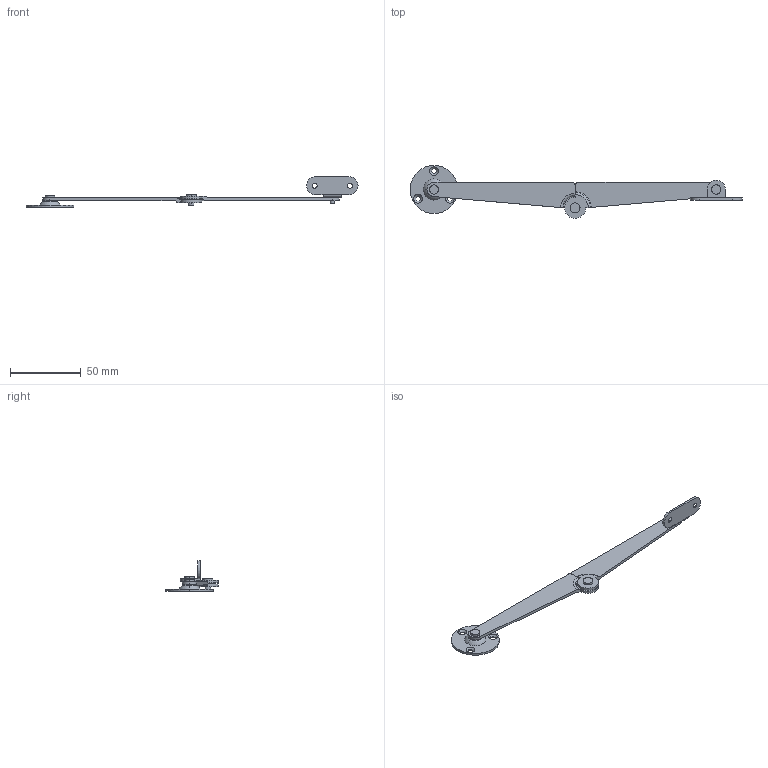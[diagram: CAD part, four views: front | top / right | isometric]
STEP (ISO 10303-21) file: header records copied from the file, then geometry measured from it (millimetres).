
FILE_DESCRIPTION (( 'STEP AP203' ), '1' );
FILE_NAME ('B-40-1-R.STEP', '2010-07-08T05:47:43', ( ' ' ), ( ' ' ), 'SwSTEP 2.0', 'SolidWorks 2007', '' );
FILE_SCHEMA (( 'CONFIG_CONTROL_DESIGN' ));
Length unit declared in the file: millimetre
Products named in the file (8): B-40-1平リベット4×6.3__ﾃﾞﾌｫﾙﾄ; B-40-1僗僥乕__棉太倌; B-40-1-R; B-40-1庢晅嵗L__棉太倌; B-40-1取付座円盤__ﾃﾞﾌｫﾙﾄ; B-40-1平リベット3×5.9__ﾃﾞﾌｫﾙﾄ; B-40-1儚僢僔儍乕__冇4.2亊冇8; B-40-1儚僢僔儍乕__冇3.2亊冇5.5
Assembly tree (10 placements, depth 2):
  B-40-1-R
    B-40-1取付座円盤__ﾃﾞﾌｫﾙﾄ
    B-40-1儚僢僔儍乕__冇4.2亊冇8
    B-40-1平リベット4×6.3__ﾃﾞﾌｫﾙﾄ
    B-40-1僗僥乕__棉太倌  x2
    B-40-1儚僢僔儍乕__冇3.2亊冇5.5  x2
    B-40-1平リベット3×5.9__ﾃﾞﾌｫﾙﾄ  x2
    B-40-1庢晅嵗L__棉太倌
Bounding box: 235.25 x 37.5 x 21.8 mm (x, y, z)
Volume: 9063.7 mm3; surface area: 11557.4 mm2
Topology: 10 solids, 10 shells, 128 faces, 295 edges, 190 vertices
Faces by surface type: cylinder 60, plane 42, cone 18, torus 8
Entity records: 3678 total; most frequent: DIRECTION 542, CARTESIAN_POINT 480, ORIENTED_EDGE 424, AXIS2_PLACEMENT_3D 227, EDGE_CURVE 212, VERTEX_POINT 137, EDGE_LOOP 121, CIRCLE 120
